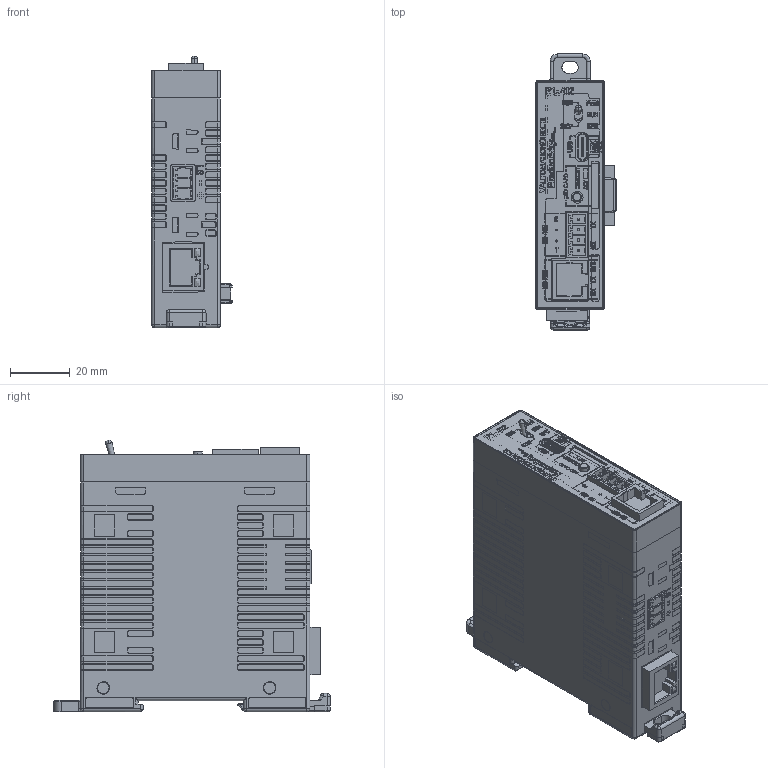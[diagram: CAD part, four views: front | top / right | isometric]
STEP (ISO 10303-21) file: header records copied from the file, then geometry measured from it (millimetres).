
FILE_DESCRIPTION (( 'STEP AP214' ), '1' );
FILE_NAME ('P1-412.STEP', '2025-04-02T18:36:49', ( '' ), ( '' ), 'SwSTEP 2.0', 'SolidWorks 2024', '' );
FILE_SCHEMA (( 'AUTOMOTIVE_DESIGN' ));
Length unit declared in the file: inch
Products named in the file (1): P1-412
Bounding box: 27.08 x 92.75 x 91.31 mm (x, y, z)
Volume: 162575.1 mm3; surface area: 32025.5 mm2
Topology: 5 solids, 15 shells, 4725 faces, 12644 edges, 8196 vertices
Faces by surface type: plane 2287, bspline 1443, cylinder 966, cone 16, torus 9, sphere 4
Entity records: 180877 total; most frequent: CARTESIAN_POINT 73812, ORIENTED_EDGE 25200, DIRECTION 17562, EDGE_CURVE 12600, VERTEX_POINT 8194, VECTOR 7244, LINE 7244, AXIS2_PLACEMENT_3D 5159
